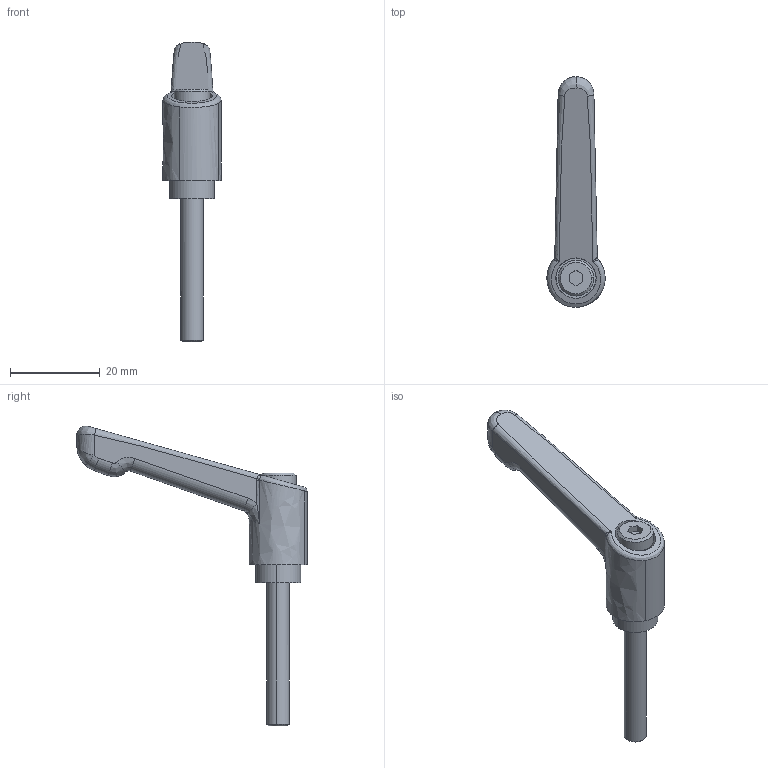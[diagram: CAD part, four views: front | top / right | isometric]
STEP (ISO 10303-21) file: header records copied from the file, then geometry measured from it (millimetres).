
FILE_DESCRIPTION((''),'2;1');
FILE_NAME('','2005-07-15T11:19:06',(''),(''),'','CADfix','');
FILE_SCHEMA(('AUTOMOTIVE_DESIGN'));
Length unit declared in the file: millimetre
Products named in the file (4): sleeve; screw; handle; LDM_5_32_12930_36
Assembly tree (3 placements, depth 2):
  LDM_5_32_12930_36
    sleeve
    screw
    handle
Bounding box: 13 x 51.5 x 67 mm (x, y, z)
Volume: 5759.1 mm3; surface area: 4019.6 mm2
Topology: 3 solids, 3 shells, 70 faces, 189 edges, 124 vertices
Faces by surface type: bspline 70
Entity records: 3529 total; most frequent: CARTESIAN_POINT 2415, ORIENTED_EDGE 368, EDGE_CURVE 184, VERTEX_POINT 124, EDGE_LOOP 76, FACE_OUTER_BOUND 70, ADVANCED_FACE 70, QUASI_UNIFORM_CURVE 57
